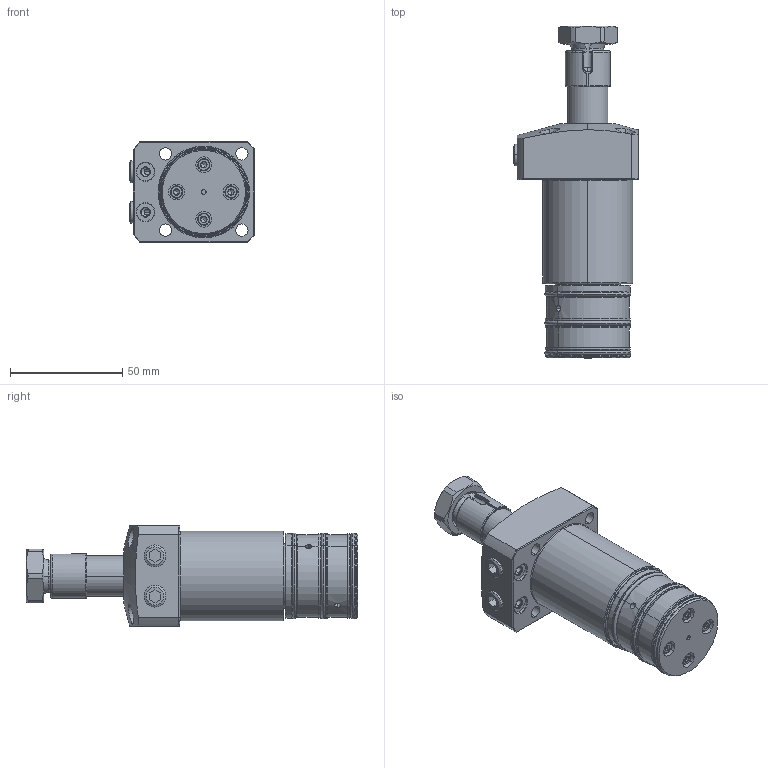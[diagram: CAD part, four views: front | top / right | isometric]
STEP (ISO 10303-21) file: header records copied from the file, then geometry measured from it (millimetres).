
FILE_DESCRIPTION (( 'STEP AP203' ), '1' );
FILE_NAME ('LHA0400-GRM_R01.STEP', '2018-12-15T05:55:01', ( '微软用户' ), ( '微软中国' ), 'SwSTEP 2.0', 'SolidWorks 2012', '' );
FILE_SCHEMA (( 'CONFIG_CONTROL_DESIGN' ));
Length unit declared in the file: millimetre
Products named in the file (10): LHA0400-ů_; LHA0400-簸忣諍匏_; Rネジ1_8; LHA0400-玅帡椔溹; 6妏寠晅无倌_M3(30); LHA0400-GRM_R01; LHA0400-楓羔_DM); LHA0400-槭暌滀S(蹬怮椔); LHA0400-咂衝椳紕_蹬怮椔); LHA0400-D菛巍
Assembly tree (13 placements, depth 2):
  LHA0400-GRM_R01
    LHA0400-槭暌滀S(蹬怮椔)
    LHA0400-咂衝椳紕_蹬怮椔)
    LHA0400-D菛巍
    LHA0400-楓羔_DM)
    LHA0400-ů_
    LHA0400-簸忣諍匏_
    Rネジ1_8  x2
    LHA0400-玅帡椔溹
    6妏寠晅无倌_M3(30)  x4
Bounding box: 55.5 x 148 x 45 mm (x, y, z)
Volume: 160869.2 mm3; surface area: 41248.1 mm2
Topology: 16 solids, 16 shells, 512 faces, 1106 edges, 654 vertices
Faces by surface type: plane 170, cylinder 155, cone 121, torus 64, sphere 2
Entity records: 13396 total; most frequent: CARTESIAN_POINT 2983, DIRECTION 2100, ORIENTED_EDGE 1812, EDGE_CURVE 906, AXIS2_PLACEMENT_3D 892, VERTEX_POINT 559, EDGE_LOOP 473, CIRCLE 472
